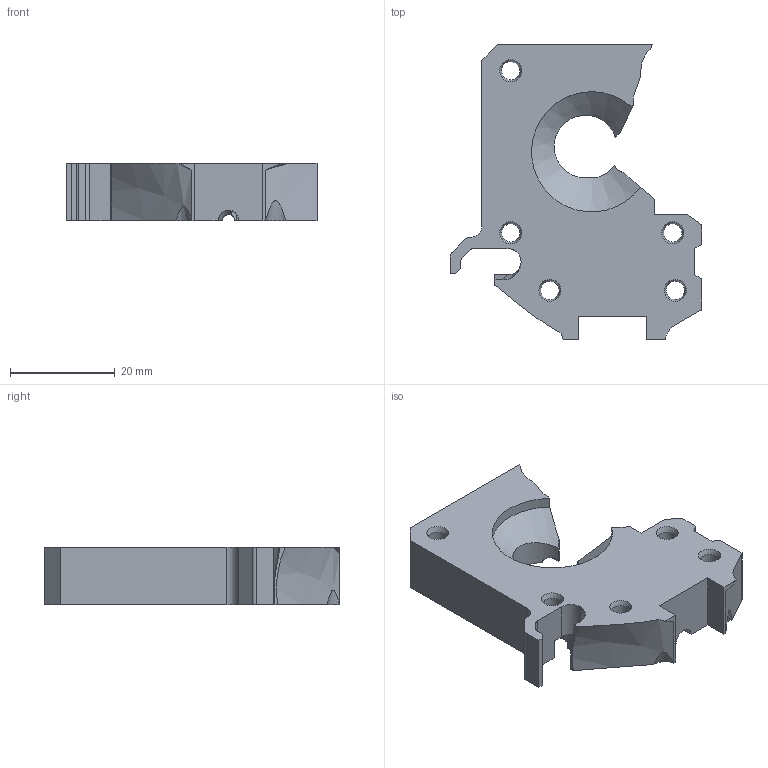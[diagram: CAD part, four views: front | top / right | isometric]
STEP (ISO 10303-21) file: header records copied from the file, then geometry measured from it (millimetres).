
FILE_DESCRIPTION(/* description */ (''),/* implementation_level */ '2;1');
FILE_NAME(/* name */ 'CAD extruder-motor-plate.stp',/* time_stamp */ '2021-03-07T11:57:35+01:00',/* author */ ('SH'),/* organization */ (''),/* preprocessor_version */ 'ST-DEVELOPER v17',/* originating_system */ 'Autodesk Inventor 2019',/* authorisation */ '');
FILE_SCHEMA (('AUTOMOTIVE_DESIGN { 1 0 10303 214 3 1 1 }'));
Length unit declared in the file: millimetre
Products named in the file (1): CAD extruder-motor-plate
Bounding box: 48 x 56.35 x 11 mm (x, y, z)
Volume: 13669.8 mm3; surface area: 6775.5 mm2
Topology: 1 solids, 1 shells, 131 faces, 375 edges, 249 vertices
Faces by surface type: plane 81, cylinder 33, cone 11, bspline 6
Full cylindrical faces by diameter (mm): 3.5 x5, 6.2 x1, 8.2 x1
Entity records: 4581 total; most frequent: CARTESIAN_POINT 1072, ORIENTED_EDGE 750, DIRECTION 696, EDGE_CURVE 375, LINE 256, VECTOR 256, VERTEX_POINT 249, AXIS2_PLACEMENT_3D 220
